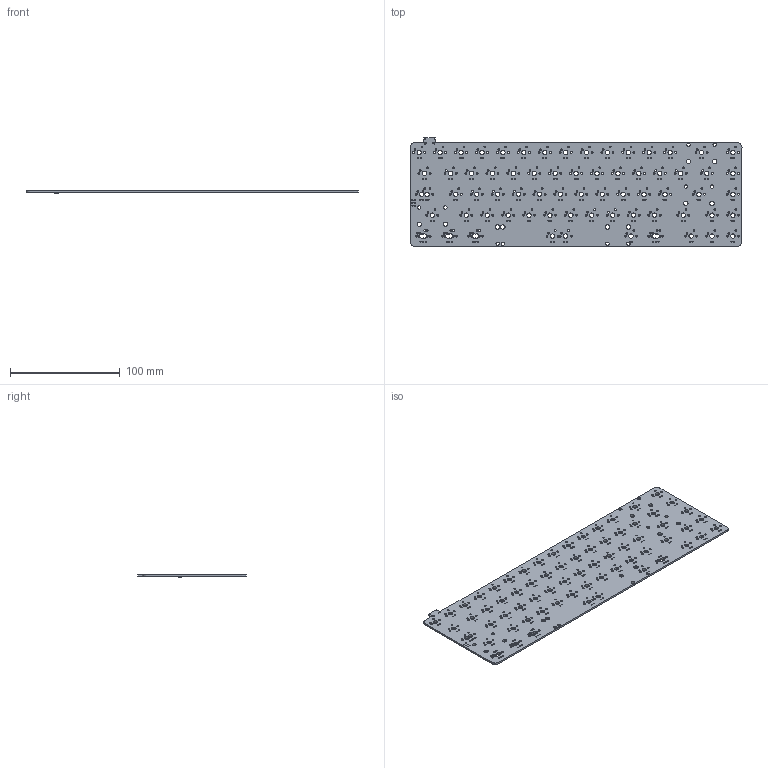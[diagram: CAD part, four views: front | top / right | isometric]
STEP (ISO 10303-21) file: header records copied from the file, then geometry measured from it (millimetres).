
FILE_DESCRIPTION(('KiCad electronic assembly'),'2;1');
FILE_NAME('EV65 Dimension.step','2020-08-18T23:19:40',('An Author'),( 'A Company'),'Open CASCADE STEP processor 6.9', 'KiCad to STEP converter','Unknown');
FILE_SCHEMA(('AUTOMOTIVE_DESIGN { 1 0 10303 214 1 1 1 1 }'));
Length unit declared in the file: millimetre
Products named in the file (4): Open CASCADE STEP translator 6.9 1; Crystal_SMD_3225-4Pin_3.2x2.5mm; SOLID; COMPOUND
Assembly tree (3 placements, depth 3):
  Open CASCADE STEP translator 6.9 1
    Crystal_SMD_3225-4Pin_3.2x2.5mm
      SOLID
    COMPOUND
Bounding box: 302.43 x 98.55 x 2.29 mm (x, y, z)
Volume: 42659.4 mm3; surface area: 59506.2 mm2
Topology: 2 solids, 2 shells, 616 faces, 1830 edges, 1220 vertices
Faces by surface type: cylinder 582, plane 34
Full cylindrical faces by diameter (mm): 0.65 x2, 1 x6, 1.04 x138, 1.47 x145, 1.75 x134, 3.048 x10, 3.988 x74
Entity records: 47461 total; most frequent: DIRECTION 7818, CARTESIAN_POINT 7426, ORIENTED_EDGE 3660, PCURVE 3660, DEFINITIONAL_REPRESENTATION 3660, LINE 3090, VECTOR 3090, CIRCLE 2324
